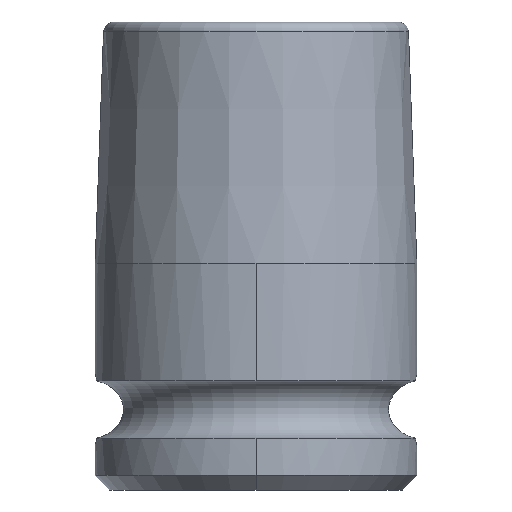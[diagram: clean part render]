
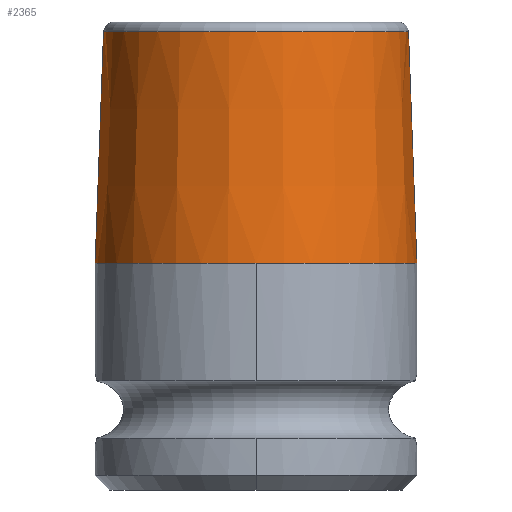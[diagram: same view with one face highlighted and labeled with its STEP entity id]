
A CAD part, left-side view. The second image highlights one B-rep face of the part: STEP entity #2365.
In plain terms, the highlighted conical face has half-angle 2.083 degrees and reference radius 10.712 mm.
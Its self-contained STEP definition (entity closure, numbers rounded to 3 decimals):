
#184=CARTESIAN_POINT('',(0.,0.,15.5));
#185=DIRECTION('',(0.,0.,1.));
#186=DIRECTION('',(0.,1.,0.));
#187=AXIS2_PLACEMENT_3D('',#184,#185,#186);
#356=CARTESIAN_POINT('',(0.,0.,15.5));
#357=DIRECTION('',(0.,0.,1.));
#358=DIRECTION('',(-1.,0.,0.));
#359=AXIS2_PLACEMENT_3D('',#356,#357,#358);
#1052=DIRECTION('',(0.,0.036,-0.999));
#1053=VECTOR('',#1052,15.836);
#1054=CARTESIAN_POINT('',(0.,10.425,
31.325));
#1055=LINE('',#1054,#1053);
#1056=DIRECTION('',(0.,-0.036,-0.999));
#1057=VECTOR('',#1056,15.836);
#1058=CARTESIAN_POINT('',(0.,-10.425,
31.325));
#1059=LINE('',#1058,#1057);
#1060=CARTESIAN_POINT('',(0.,0.,31.325));
#1061=DIRECTION('',(0.,0.,1.));
#1062=DIRECTION('',(0.,1.,0.));
#1063=AXIS2_PLACEMENT_3D('',#1060,#1061,#1062);
#1410=CARTESIAN_POINT('',(0.,11.,15.5));
#1411=CARTESIAN_POINT('',(-11.,0.,15.5));
#1412=VERTEX_POINT('',#1410);
#1413=VERTEX_POINT('',#1411);
#1414=CARTESIAN_POINT('',(0.,-11.,15.5));
#1415=VERTEX_POINT('',#1414);
#1422=CARTESIAN_POINT('',(0.,10.425,31.325));
#1423=CARTESIAN_POINT('',(0.,-10.425,31.325));
#1424=VERTEX_POINT('',#1422);
#1425=VERTEX_POINT('',#1423);
#2353=CARTESIAN_POINT('',(0.,0.,23.413));
#2354=DIRECTION('',(0.,0.,-1.));
#2355=DIRECTION('',(0.,-1.,0.));
#2356=AXIS2_PLACEMENT_3D('',#2353,#2354,#2355);
#2357=CONICAL_SURFACE('',#2356,10.712,2.083);
#2358=ORIENTED_EDGE('',*,*,#2318,.T.);
#2359=ORIENTED_EDGE('',*,*,#2348,.T.);
#2360=ORIENTED_EDGE('',*,*,#1615,.F.);
#2361=ORIENTED_EDGE('',*,*,#1548,.F.);
#2362=ORIENTED_EDGE('',*,*,#2344,.F.);
#2363=EDGE_LOOP('',(#2358,#2359,#2360,#2361,#2362));
#2364=FACE_OUTER_BOUND('',#2363,.F.);
#2365=ADVANCED_FACE('',(#2364),#2357,.T.);
#188=CIRCLE('',#187,11.);
#360=CIRCLE('',#359,11.);
#1064=CIRCLE('',#1063,10.425);
#1548=EDGE_CURVE('',#1412,#1413,#188,.T.);
#1615=EDGE_CURVE('',#1413,#1415,#360,.T.);
#2318=EDGE_CURVE('',#1424,#1425,#1064,.T.);
#2344=EDGE_CURVE('',#1424,#1412,#1055,.T.);
#2348=EDGE_CURVE('',#1425,#1415,#1059,.T.);
